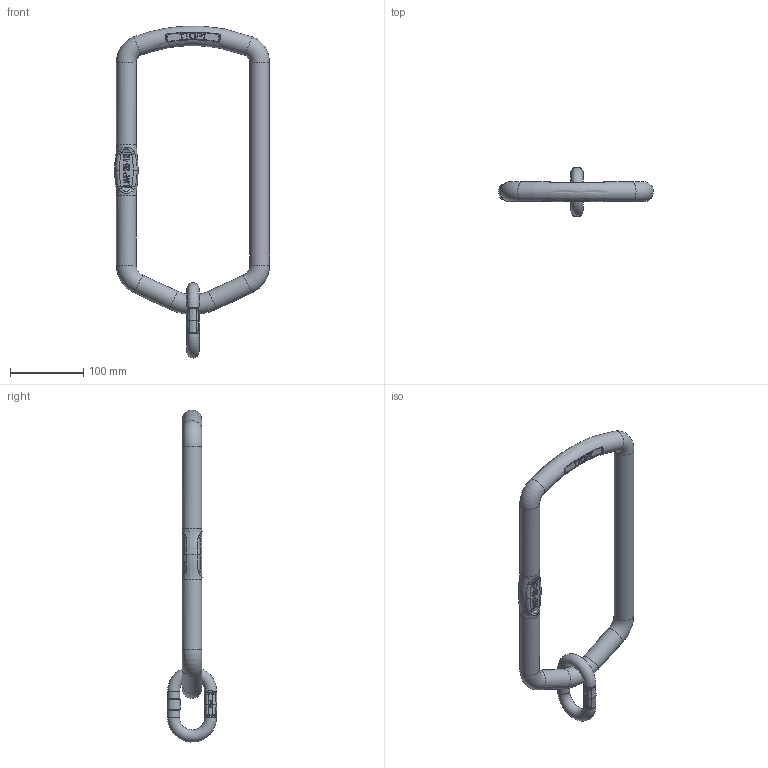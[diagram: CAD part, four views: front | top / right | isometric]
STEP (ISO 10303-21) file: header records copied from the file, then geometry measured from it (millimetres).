
FILE_DESCRIPTION(/* description */ (''),/* implementation_level */ '2;1');
FILE_NAME(/* name */ 'VLWP 1-10.stp',/* time_stamp */ '2022-05-13T10:02:12+02:00',/* author */ (''),/* organization */ (''),/* preprocessor_version */ 'ST-DEVELOPER v16',/* originating_system */ 'SIEMENS PLM Software NX 11.0',/* authorisation */ '');
FILE_SCHEMA (('AUTOMOTIVE_DESIGN { 1 0 10303 214 3 1 1 1 }'));
Length unit declared in the file: millimetre
Products named in the file (3): BWP 16 dummy; LWP 26 dummy; VLWP 1-10
Assembly tree (2 placements, depth 2):
  VLWP 1-10
    LWP 26 dummy
    BWP 16 dummy
Bounding box: 211.7 x 68.03 x 453.39 mm (x, y, z)
Volume: 617137.8 mm3; surface area: 96850.1 mm2
Topology: 2 solids, 2 shells, 430 faces, 1106 edges, 712 vertices
Faces by surface type: plane 212, extrusion 110, bspline 66, cylinder 24, torus 16, cone 2
Full cylindrical faces by diameter (mm): 16.5 x2, 17.738 x1, 27 x5
Entity records: 17946 total; most frequent: CARTESIAN_POINT 8901, ORIENTED_EDGE 2158, DIRECTION 1210, EDGE_CURVE 1079, VERTEX_POINT 705, B_SPLINE_CURVE_WITH_KNOTS 692, VECTOR 518, EDGE_LOOP 486
